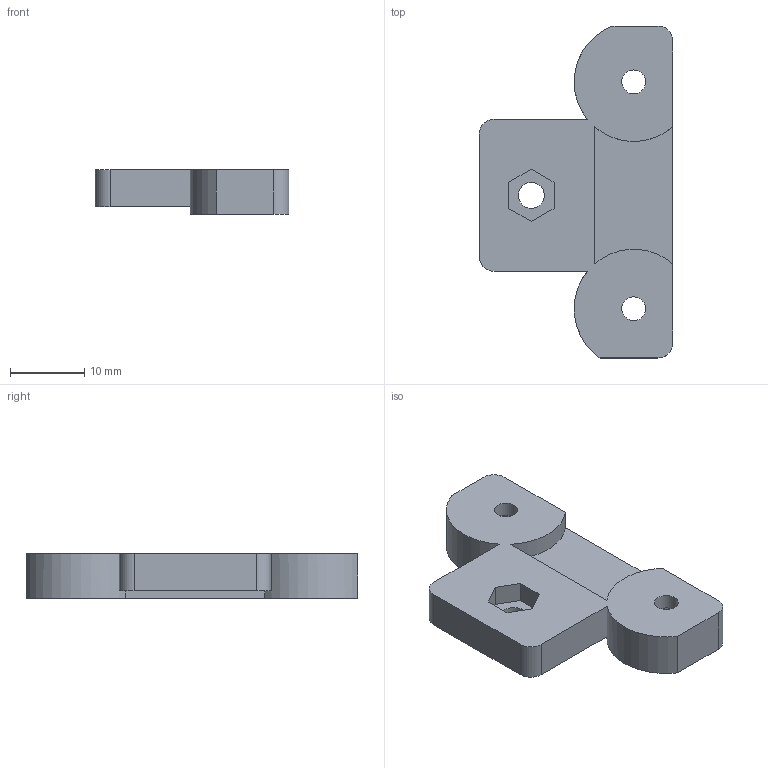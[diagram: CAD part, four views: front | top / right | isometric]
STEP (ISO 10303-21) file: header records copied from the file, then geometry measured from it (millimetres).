
FILE_DESCRIPTION(/* description */ (''),/* implementation_level */ '2;1');
FILE_NAME(/* name */ 'BatteryHolder.step',/* time_stamp */ '2023-07-17T20:34:53+01:00',/* author */ (''),/* organization */ (''),/* preprocessor_version */ 'ST-DEVELOPER v19.2',/* originating_system */ 'Autodesk Translation Framework v12.6.0.85',/* authorisation */ '');
FILE_SCHEMA (('AUTOMOTIVE_DESIGN { 1 0 10303 214 3 1 1 }'));
Length unit declared in the file: millimetre
Products named in the file (1): rcTransmitter_2.0
Bounding box: 26 x 44.58 x 6 mm (x, y, z)
Volume: 3938.3 mm3; surface area: 2696.8 mm2
Topology: 1 solids, 1 shells, 44 faces, 117 edges, 78 vertices
Faces by surface type: plane 33, cylinder 11
Full cylindrical faces by diameter (mm): 3.2 x2, 3.5 x1
Entity records: 1399 total; most frequent: CARTESIAN_POINT 240, ORIENTED_EDGE 234, DIRECTION 231, EDGE_CURVE 117, LINE 93, VECTOR 93, VERTEX_POINT 78, AXIS2_PLACEMENT_3D 69
